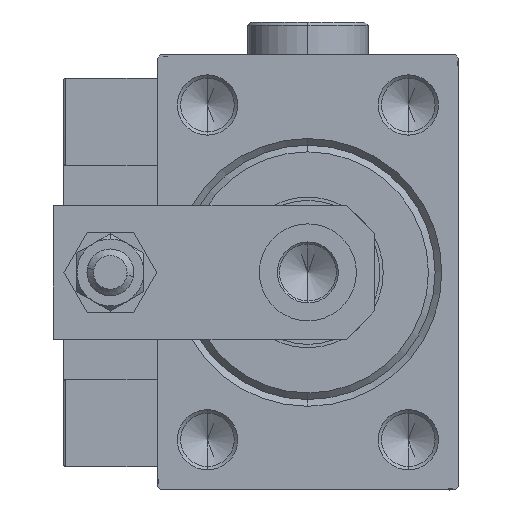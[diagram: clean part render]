
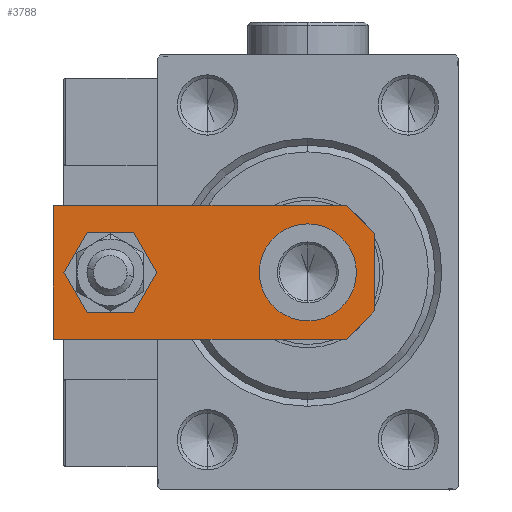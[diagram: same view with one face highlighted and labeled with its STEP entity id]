
A CAD part, left-side view. The second image highlights one B-rep face of the part: STEP entity #3788.
In plain terms, the highlighted face is planar.
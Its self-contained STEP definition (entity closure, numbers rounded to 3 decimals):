
#175 = LINE ( 'NONE', #16388, #49848 ) ;
#314 = CIRCLE ( 'NONE', #35968, 4. ) ;
#1021 = DIRECTION ( 'NONE',  ( 0., 0., 1. ) ) ;
#1375 = EDGE_CURVE ( 'NONE', #49441, #3386, #314, .T. ) ;
#1515 = CARTESIAN_POINT ( 'NONE',  ( -10., 4.24, 6. ) ) ;
#1626 = DIRECTION ( 'NONE',  ( 1., 0., 0. ) ) ;
#3386 = VERTEX_POINT ( 'NONE', #6473 ) ;
#3788 = ADVANCED_FACE ( 'NONE', ( #21488, #24675, #12982 ), #29198, .T. ) ;
#3913 = AXIS2_PLACEMENT_3D ( 'NONE', #14406, #6168, #26361 ) ;
#3958 = ORIENTED_EDGE ( 'NONE', *, *, #44120, .T. ) ;
#5116 = CARTESIAN_POINT ( 'NONE',  ( 10., 48., 6. ) ) ;
#6119 = EDGE_CURVE ( 'NONE', #13529, #31824, #24114, .T. ) ;
#6168 = DIRECTION ( 'NONE',  ( 0., 0., 1. ) ) ;
#6473 = CARTESIAN_POINT ( 'NONE',  ( -4., 39.5, 6. ) ) ;
#6659 = LINE ( 'NONE', #43582, #37630 ) ;
#7201 = ORIENTED_EDGE ( 'NONE', *, *, #15604, .T. ) ;
#8296 = VERTEX_POINT ( 'NONE', #46024 ) ;
#9193 = DIRECTION ( 'NONE',  ( 0., 0., 1. ) ) ;
#9565 = VECTOR ( 'NONE', #31982, 1000. ) ;
#9721 = VERTEX_POINT ( 'NONE', #1515 ) ;
#9972 = ORIENTED_EDGE ( 'NONE', *, *, #18503, .T. ) ;
#10034 = EDGE_CURVE ( 'NONE', #31824, #13529, #35326, .T. ) ;
#10286 = DIRECTION ( 'NONE',  ( 0., 0., 1. ) ) ;
#10699 = VERTEX_POINT ( 'NONE', #20473 ) ;
#11252 = VECTOR ( 'NONE', #41548, 1000. ) ;
#11385 = CARTESIAN_POINT ( 'NONE',  ( 0., 10., 6. ) ) ;
#11731 = VERTEX_POINT ( 'NONE', #23613 ) ;
#12293 = AXIS2_PLACEMENT_3D ( 'NONE', #45424, #1021, #17234 ) ;
#12449 = VERTEX_POINT ( 'NONE', #5116 ) ;
#12797 = ORIENTED_EDGE ( 'NONE', *, *, #1375, .F. ) ;
#12982 = FACE_BOUND ( 'NONE', #32953, .T. ) ;
#13529 = VERTEX_POINT ( 'NONE', #45257 ) ;
#13681 = CARTESIAN_POINT ( 'NONE',  ( 10., 0., 6. ) ) ;
#14221 = DIRECTION ( 'NONE',  ( 0., 1., 0. ) ) ;
#14406 = CARTESIAN_POINT ( 'NONE',  ( 0., 10., 6. ) ) ;
#14415 = LINE ( 'NONE', #46851, #11252 ) ;
#15604 = EDGE_CURVE ( 'NONE', #8296, #12449, #38402, .T. ) ;
#16170 = CIRCLE ( 'NONE', #45886, 4. ) ;
#16388 = CARTESIAN_POINT ( 'NONE',  ( -2.88, -2.88, 6. ) ) ;
#17234 = DIRECTION ( 'NONE',  ( 1., 0., 0. ) ) ;
#18503 = EDGE_CURVE ( 'NONE', #9721, #19013, #175, .T. ) ;
#19013 = VERTEX_POINT ( 'NONE', #34547 ) ;
#20473 = CARTESIAN_POINT ( 'NONE',  ( -10., 48., 6. ) ) ;
#21488 = FACE_BOUND ( 'NONE', #45010, .T. ) ;
#22328 = DIRECTION ( 'NONE',  ( -1., 0., 0. ) ) ;
#23547 = CARTESIAN_POINT ( 'NONE',  ( 7.25, 10., 6. ) ) ;
#23613 = CARTESIAN_POINT ( 'NONE',  ( 5.76, 0., 6. ) ) ;
#24114 = CIRCLE ( 'NONE', #28380, 7.25 ) ;
#24115 = DIRECTION ( 'NONE',  ( 1., 0., 0. ) ) ;
#24675 = FACE_OUTER_BOUND ( 'NONE', #45962, .T. ) ;
#26275 = ORIENTED_EDGE ( 'NONE', *, *, #10034, .F. ) ;
#26361 = DIRECTION ( 'NONE',  ( 1., 0., 0. ) ) ;
#26872 = CARTESIAN_POINT ( 'NONE',  ( -10., 0., 6. ) ) ;
#28380 = AXIS2_PLACEMENT_3D ( 'NONE', #11385, #28381, #24115 ) ;
#28381 = DIRECTION ( 'NONE',  ( 0., 0., 1. ) ) ;
#29198 = PLANE ( 'NONE',  #12293 ) ;
#29281 = EDGE_CURVE ( 'NONE', #3386, #49441, #16170, .T. ) ;
#29995 = CARTESIAN_POINT ( 'NONE',  ( 4., 39.5, 6. ) ) ;
#30883 = ORIENTED_EDGE ( 'NONE', *, *, #6119, .F. ) ;
#31824 = VERTEX_POINT ( 'NONE', #23547 ) ;
#31982 = DIRECTION ( 'NONE',  ( 0., -1., 0. ) ) ;
#32259 = ORIENTED_EDGE ( 'NONE', *, *, #39453, .T. ) ;
#32953 = EDGE_LOOP ( 'NONE', ( #30883, #26275 ) ) ;
#34547 = CARTESIAN_POINT ( 'NONE',  ( -5.76, 0., 6. ) ) ;
#35326 = CIRCLE ( 'NONE', #3913, 7.25 ) ;
#35968 = AXIS2_PLACEMENT_3D ( 'NONE', #37112, #9193, #37364 ) ;
#36070 = EDGE_CURVE ( 'NONE', #19013, #11731, #38301, .T. ) ;
#37112 = CARTESIAN_POINT ( 'NONE',  ( 0., 39.5, 6. ) ) ;
#37364 = DIRECTION ( 'NONE',  ( 1., 0., 0. ) ) ;
#37630 = VECTOR ( 'NONE', #22328, 1000. ) ;
#38301 = LINE ( 'NONE', #26872, #39205 ) ;
#38402 = LINE ( 'NONE', #13681, #51451 ) ;
#38713 = ORIENTED_EDGE ( 'NONE', *, *, #29281, .F. ) ;
#39187 = LINE ( 'NONE', #51422, #9565 ) ;
#39205 = VECTOR ( 'NONE', #1626, 1000. ) ;
#39453 = EDGE_CURVE ( 'NONE', #12449, #10699, #6659, .T. ) ;
#40911 = ORIENTED_EDGE ( 'NONE', *, *, #36070, .T. ) ;
#41548 = DIRECTION ( 'NONE',  ( 0.707, 0.707, 0. ) ) ;
#42988 = CARTESIAN_POINT ( 'NONE',  ( 0., 39.5, 6. ) ) ;
#43582 = CARTESIAN_POINT ( 'NONE',  ( 10., 48., 6. ) ) ;
#43883 = EDGE_CURVE ( 'NONE', #10699, #9721, #39187, .T. ) ;
#44120 = EDGE_CURVE ( 'NONE', #11731, #8296, #14415, .T. ) ;
#44840 = DIRECTION ( 'NONE',  ( 0.707, -0.707, 0. ) ) ;
#45010 = EDGE_LOOP ( 'NONE', ( #38713, #12797 ) ) ;
#45162 = ORIENTED_EDGE ( 'NONE', *, *, #43883, .T. ) ;
#45257 = CARTESIAN_POINT ( 'NONE',  ( -7.25, 10., 6. ) ) ;
#45424 = CARTESIAN_POINT ( 'NONE',  ( 0., 0., 6. ) ) ;
#45886 = AXIS2_PLACEMENT_3D ( 'NONE', #42988, #10286, #46173 ) ;
#45962 = EDGE_LOOP ( 'NONE', ( #45162, #9972, #40911, #3958, #7201, #32259 ) ) ;
#46024 = CARTESIAN_POINT ( 'NONE',  ( 10., 4.24, 6. ) ) ;
#46173 = DIRECTION ( 'NONE',  ( 1., 0., 0. ) ) ;
#46851 = CARTESIAN_POINT ( 'NONE',  ( 2.88, -2.88, 6. ) ) ;
#49441 = VERTEX_POINT ( 'NONE', #29995 ) ;
#49848 = VECTOR ( 'NONE', #44840, 1000. ) ;
#51422 = CARTESIAN_POINT ( 'NONE',  ( -10., 48., 6. ) ) ;
#51451 = VECTOR ( 'NONE', #14221, 1000. ) ;
